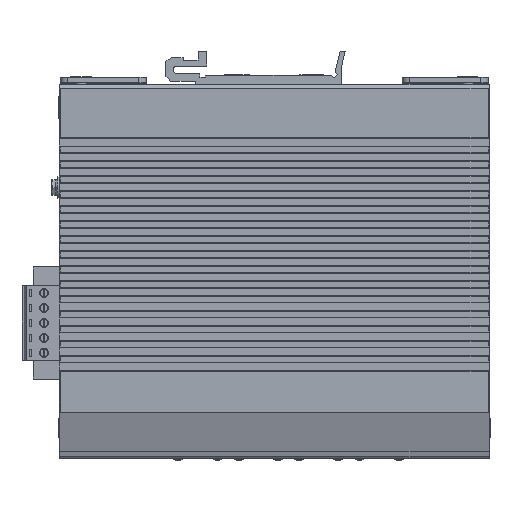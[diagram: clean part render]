
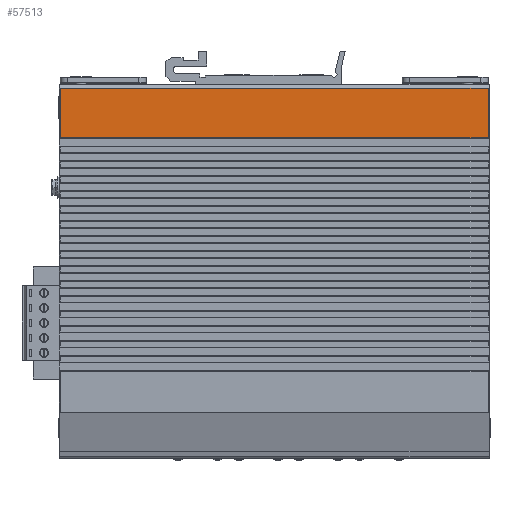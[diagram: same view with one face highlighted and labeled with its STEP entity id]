
A CAD part, top view. The second image highlights one B-rep face of the part: STEP entity #57513.
In plain terms, the highlighted planar face has unit normal (0, 0, 1).
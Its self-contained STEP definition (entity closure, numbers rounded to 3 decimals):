
#53015=DIRECTION('',(1.,0.,0.));
#53016=VECTOR('',#53015,114.4);
#53017=CARTESIAN_POINT('',(10087.405,-1653.999,
50.999));
#53018=LINE('',#53017,#53016);
#53023=CARTESIAN_POINT('',(10201.805,-1667.299,
50.999));
#53034=DIRECTION('',(0.,-1.,0.));
#53035=VECTOR('',#53034,13.3);
#53036=CARTESIAN_POINT('',(10201.805,-1653.999,
50.999));
#53037=LINE('',#53036,#53035);
#53047=DIRECTION('',(-1.,0.,0.));
#53048=VECTOR('',#53047,114.4);
#53049=CARTESIAN_POINT('',(10201.805,-1667.299,
50.999));
#53050=LINE('',#53049,#53048);
#53074=DIRECTION('',(0.,-1.,0.));
#53075=VECTOR('',#53074,13.3);
#53076=CARTESIAN_POINT('',(10087.405,-1653.999,
50.999));
#53077=LINE('',#53076,#53075);
#56491=CARTESIAN_POINT('',(10201.805,-1653.999,
50.999));
#56492=VERTEX_POINT('',#56491);
#56493=VERTEX_POINT('',#53023);
#56505=CARTESIAN_POINT('',(10087.405,-1653.999,
50.999));
#56506=VERTEX_POINT('',#56505);
#56507=CARTESIAN_POINT('',(10087.405,-1667.299,
50.999));
#56508=VERTEX_POINT('',#56507);
#57501=CARTESIAN_POINT('',(10202.105,-1653.999,
50.999));
#57502=DIRECTION('',(0.,0.,1.));
#57503=DIRECTION('',(-1.,0.,0.));
#57504=AXIS2_PLACEMENT_3D('',#57501,#57502,#57503);
#57505=PLANE('',#57504);
#57507=ORIENTED_EDGE('',*,*,#57506,.F.);
#57508=ORIENTED_EDGE('',*,*,#57456,.T.);
#57509=ORIENTED_EDGE('',*,*,#57472,.T.);
#57510=ORIENTED_EDGE('',*,*,#57488,.T.);
#57511=EDGE_LOOP('',(#57507,#57508,#57509,#57510));
#57512=FACE_OUTER_BOUND('',#57511,.F.);
#57456=EDGE_CURVE('',#56506,#56492,#53018,.T.);
#57472=EDGE_CURVE('',#56492,#56493,#53037,.T.);
#57488=EDGE_CURVE('',#56493,#56508,#53050,.T.);
#57506=EDGE_CURVE('',#56506,#56508,#53077,.T.);
#57513=ADVANCED_FACE('',(#57512),#57505,.T.);
